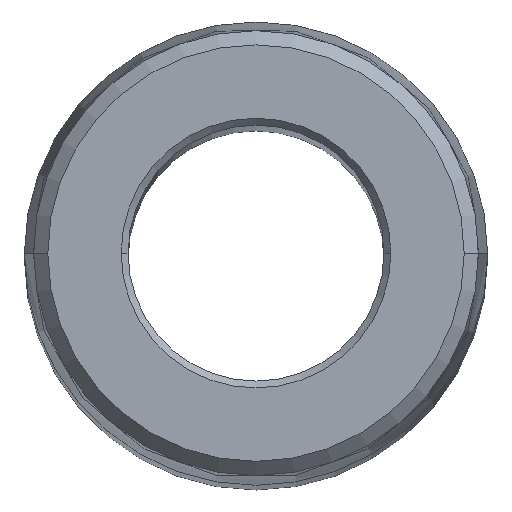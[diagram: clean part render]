
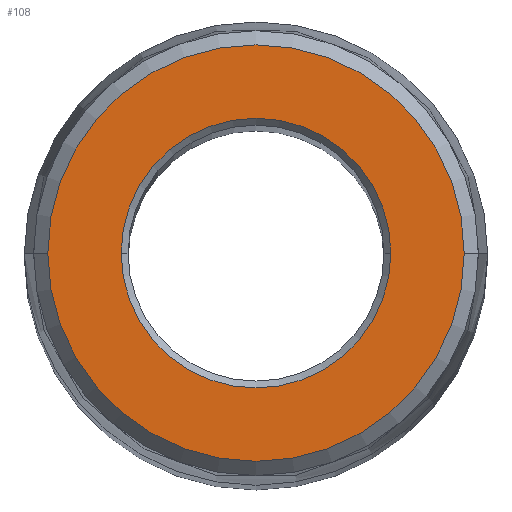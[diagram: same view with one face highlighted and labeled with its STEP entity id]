
A CAD part, top view. The second image highlights one B-rep face of the part: STEP entity #108.
In plain terms, the highlighted planar face has unit normal (0, 0, 1).
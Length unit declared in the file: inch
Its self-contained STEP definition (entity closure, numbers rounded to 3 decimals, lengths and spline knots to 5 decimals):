
#2 = DIRECTION ( 'NONE',  ( 0., 0., 1. ) ) ;
#15 = CIRCLE ( 'NONE', #499, 0.2445 ) ;
#33 = EDGE_CURVE ( 'NONE', #340, #246, #454, .T. ) ;
#40 = AXIS2_PLACEMENT_3D ( 'NONE', #169, #347, #513 ) ;
#47 = PLANE ( 'NONE',  #40 ) ;
#53 = FACE_OUTER_BOUND ( 'NONE', #298, .T. ) ;
#71 = AXIS2_PLACEMENT_3D ( 'NONE', #95, #396, #398 ) ;
#85 = ORIENTED_EDGE ( 'NONE', *, *, #270, .T. ) ;
#86 = EDGE_CURVE ( 'NONE', #246, #340, #89, .T. ) ;
#89 = CIRCLE ( 'NONE', #437, 0.37752 ) ;
#95 = CARTESIAN_POINT ( 'NONE',  ( 0., 0., 6. ) ) ;
#107 = DIRECTION ( 'NONE',  ( 1., 0., 0. ) ) ;
#108 = ADVANCED_FACE ( 'NONE', ( #254, #53 ), #47, .T. ) ;
#143 = CARTESIAN_POINT ( 'NONE',  ( -0.37752, 0., 6. ) ) ;
#145 = CARTESIAN_POINT ( 'NONE',  ( 0., 0., 6. ) ) ;
#155 = ORIENTED_EDGE ( 'NONE', *, *, #33, .T. ) ;
#168 = EDGE_CURVE ( 'NONE', #186, #453, #488, .T. ) ;
#169 = CARTESIAN_POINT ( 'NONE',  ( 0., 0., 6. ) ) ;
#170 = CARTESIAN_POINT ( 'NONE',  ( -0.2445, 0., 6. ) ) ;
#186 = VERTEX_POINT ( 'NONE', #410 ) ;
#209 = ORIENTED_EDGE ( 'NONE', *, *, #86, .T. ) ;
#224 = DIRECTION ( 'NONE',  ( 1., 0., 0. ) ) ;
#240 = ORIENTED_EDGE ( 'NONE', *, *, #168, .T. ) ;
#246 = VERTEX_POINT ( 'NONE', #143 ) ;
#254 = FACE_BOUND ( 'NONE', #416, .T. ) ;
#270 = EDGE_CURVE ( 'NONE', #453, #186, #15, .T. ) ;
#278 = CARTESIAN_POINT ( 'NONE',  ( 0., 0., 6. ) ) ;
#298 = EDGE_LOOP ( 'NONE', ( #209, #155 ) ) ;
#308 = DIRECTION ( 'NONE',  ( 1., 0., 0. ) ) ;
#340 = VERTEX_POINT ( 'NONE', #377 ) ;
#347 = DIRECTION ( 'NONE',  ( 0., 0., 1. ) ) ;
#359 = DIRECTION ( 'NONE',  ( 0., 0., -1. ) ) ;
#377 = CARTESIAN_POINT ( 'NONE',  ( 0.37752, 0., 6. ) ) ;
#396 = DIRECTION ( 'NONE',  ( 0., 0., 1. ) ) ;
#398 = DIRECTION ( 'NONE',  ( 1., 0., 0. ) ) ;
#410 = CARTESIAN_POINT ( 'NONE',  ( 0.2445, 0., 6. ) ) ;
#416 = EDGE_LOOP ( 'NONE', ( #240, #85 ) ) ;
#437 = AXIS2_PLACEMENT_3D ( 'NONE', #516, #2, #308 ) ;
#453 = VERTEX_POINT ( 'NONE', #170 ) ;
#454 = CIRCLE ( 'NONE', #71, 0.37752 ) ;
#488 = CIRCLE ( 'NONE', #522, 0.2445 ) ;
#499 = AXIS2_PLACEMENT_3D ( 'NONE', #278, #359, #224 ) ;
#513 = DIRECTION ( 'NONE',  ( 1., 0., 0. ) ) ;
#516 = CARTESIAN_POINT ( 'NONE',  ( 0., 0., 6. ) ) ;
#522 = AXIS2_PLACEMENT_3D ( 'NONE', #145, #528, #107 ) ;
#528 = DIRECTION ( 'NONE',  ( 0., 0., -1. ) ) ;
